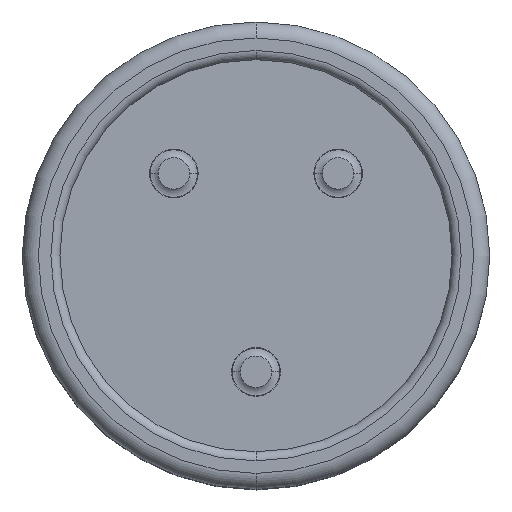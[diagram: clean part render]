
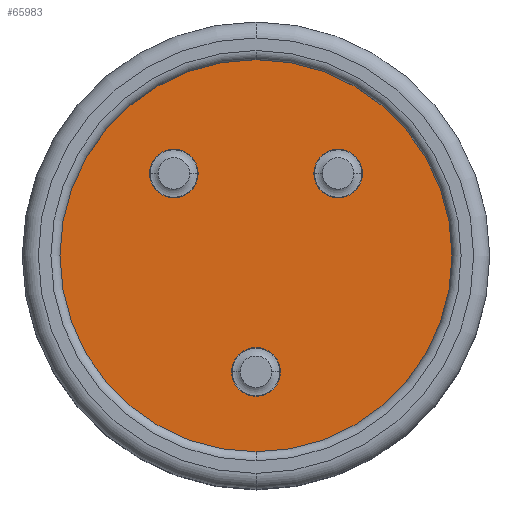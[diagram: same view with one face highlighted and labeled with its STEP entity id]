
A CAD part, top view. The second image highlights one B-rep face of the part: STEP entity #65983.
In plain terms, the highlighted face is planar.
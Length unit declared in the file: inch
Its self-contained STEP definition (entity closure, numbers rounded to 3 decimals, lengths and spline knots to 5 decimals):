
#65452=CARTESIAN_POINT('',(0.1538,0.,-0.1538));
#65453=DIRECTION('',(0.,-1.,0.));
#65454=DIRECTION('',(1.,0.,0.));
#65455=AXIS2_PLACEMENT_3D('',#65452,#65453,#65454);
#65457=CARTESIAN_POINT('',(0.1538,0.,-0.1538));
#65458=DIRECTION('',(0.,-1.,0.));
#65459=DIRECTION('',(-1.,0.,0.));
#65460=AXIS2_PLACEMENT_3D('',#65457,#65458,#65459);
#65462=CARTESIAN_POINT('',(0.,0.,0.2175));
#65463=DIRECTION('',(0.,-1.,0.));
#65464=DIRECTION('',(1.,0.,0.));
#65465=AXIS2_PLACEMENT_3D('',#65462,#65463,#65464);
#65467=CARTESIAN_POINT('',(0.,0.,0.2175));
#65468=DIRECTION('',(0.,-1.,0.));
#65469=DIRECTION('',(-1.,0.,0.));
#65470=AXIS2_PLACEMENT_3D('',#65467,#65468,#65469);
#65472=CARTESIAN_POINT('',(-0.1538,0.,-0.1538));
#65473=DIRECTION('',(0.,-1.,0.));
#65474=DIRECTION('',(1.,0.,0.));
#65475=AXIS2_PLACEMENT_3D('',#65472,#65473,#65474);
#65477=CARTESIAN_POINT('',(-0.1538,0.,-0.1538));
#65478=DIRECTION('',(0.,-1.,0.));
#65479=DIRECTION('',(-1.,0.,0.));
#65480=AXIS2_PLACEMENT_3D('',#65477,#65478,#65479);
#65482=CARTESIAN_POINT('',(0.,0.,0.));
#65483=DIRECTION('',(0.,1.,0.));
#65484=DIRECTION('',(-0.804,0.,-0.594));
#65485=AXIS2_PLACEMENT_3D('',#65482,#65483,#65484);
#65487=CARTESIAN_POINT('',(0.,0.,0.));
#65488=DIRECTION('',(0.,1.,0.));
#65489=DIRECTION('',(-0.753,0.,0.658));
#65490=AXIS2_PLACEMENT_3D('',#65487,#65488,#65489);
#65492=CARTESIAN_POINT('',(0.,0.,0.));
#65493=DIRECTION('',(0.,1.,0.));
#65494=DIRECTION('',(-0.68,0.,0.734));
#65495=AXIS2_PLACEMENT_3D('',#65492,#65493,#65494);
#65497=CARTESIAN_POINT('',(0.,0.,0.));
#65498=DIRECTION('',(0.,1.,0.));
#65499=DIRECTION('',(-0.598,0.,0.801));
#65500=AXIS2_PLACEMENT_3D('',#65497,#65498,#65499);
#65502=DIRECTION('',(0.,0.,-1.));
#65503=VECTOR('',#65502,0.24873);
#65504=CARTESIAN_POINT('',(0.367,0.,0.12437));
#65505=LINE('',#65504,#65503);
#65506=CARTESIAN_POINT('',(0.,0.,0.));
#65507=DIRECTION('',(0.,1.,0.));
#65508=DIRECTION('',(0.947,0.,-0.321));
#65509=AXIS2_PLACEMENT_3D('',#65506,#65507,#65508);
#65511=CARTESIAN_POINT('',(0.,0.,0.));
#65512=DIRECTION('',(0.,1.,0.));
#65513=DIRECTION('',(0.751,0.,-0.66));
#65514=AXIS2_PLACEMENT_3D('',#65511,#65512,#65513);
#65516=CARTESIAN_POINT('',(0.,0.,0.));
#65517=DIRECTION('',(0.,1.,0.));
#65518=DIRECTION('',(0.676,0.,-0.736));
#65519=AXIS2_PLACEMENT_3D('',#65516,#65517,#65518);
#65521=CARTESIAN_POINT('',(0.,0.,0.));
#65522=DIRECTION('',(0.,1.,0.));
#65523=DIRECTION('',(0.594,0.,-0.804));
#65524=AXIS2_PLACEMENT_3D('',#65521,#65522,#65523);
#65526=CARTESIAN_POINT('',(0.,0.,0.));
#65527=DIRECTION('',(0.,1.,0.));
#65528=DIRECTION('',(-0.66,0.,-0.751));
#65529=AXIS2_PLACEMENT_3D('',#65526,#65527,#65528);
#65531=CARTESIAN_POINT('',(0.,0.,0.));
#65532=DIRECTION('',(0.,1.,0.));
#65533=DIRECTION('',(-0.736,0.,-0.676));
#65534=AXIS2_PLACEMENT_3D('',#65531,#65532,#65533);
#65649=CARTESIAN_POINT('',(-0.30707,0.,-0.24767));
#65650=DIRECTION('',(0.,1.,0.));
#65651=DIRECTION('',(-0.255,0.,0.967));
#65652=AXIS2_PLACEMENT_3D('',#65649,#65650,#65651);
#65735=CARTESIAN_POINT('',(-0.27895,0.,-0.27895));
#65736=DIRECTION('',(0.,1.,0.));
#65737=DIRECTION('',(-0.357,0.,0.934));
#65738=AXIS2_PLACEMENT_3D('',#65735,#65736,#65737);
#65745=CARTESIAN_POINT('',(-0.3092,0.,0.2498));
#65746=DIRECTION('',(0.,1.,0.));
#65747=DIRECTION('',(0.96,0.,0.28));
#65748=AXIS2_PLACEMENT_3D('',#65745,#65746,#65747);
#65755=CARTESIAN_POINT('',(-0.24767,0.,-0.30707));
#65756=DIRECTION('',(0.,1.,0.));
#65757=DIRECTION('',(-0.454,0.,0.891));
#65758=AXIS2_PLACEMENT_3D('',#65755,#65756,#65757);
#65760=CARTESIAN_POINT('',(0.24767,0.,-0.30707));
#65761=DIRECTION('',(0.,1.,0.));
#65762=DIRECTION('',(-0.967,0.,-0.255));
#65763=AXIS2_PLACEMENT_3D('',#65760,#65761,#65762);
#65770=CARTESIAN_POINT('',(0.27895,0.,-0.27895));
#65771=DIRECTION('',(0.,1.,0.));
#65772=DIRECTION('',(-0.934,0.,-0.357));
#65773=AXIS2_PLACEMENT_3D('',#65770,#65771,#65772);
#65780=CARTESIAN_POINT('',(0.30707,0.,-0.24767));
#65781=DIRECTION('',(0.,1.,0.));
#65782=DIRECTION('',(-0.891,0.,-0.454));
#65783=AXIS2_PLACEMENT_3D('',#65780,#65781,#65782);
#65799=CARTESIAN_POINT('',(-0.28107,0.,0.28107));
#65800=DIRECTION('',(0.,1.,0.));
#65801=DIRECTION('',(0.984,0.,0.176));
#65802=AXIS2_PLACEMENT_3D('',#65799,#65800,#65801);
#65809=CARTESIAN_POINT('',(-0.2498,0.,0.3092));
#65810=DIRECTION('',(0.,1.,0.));
#65811=DIRECTION('',(0.997,0.,0.072));
#65812=AXIS2_PLACEMENT_3D('',#65809,#65810,#65811);
#65814=CARTESIAN_POINT('',(0.1083,0.,-0.1538));
#65815=CARTESIAN_POINT('',(0.1993,0.,-0.1538));
#65816=VERTEX_POINT('',#65814);
#65817=VERTEX_POINT('',#65815);
#65818=CARTESIAN_POINT('',(-0.0455,0.,0.2175));
#65819=CARTESIAN_POINT('',(0.0455,0.,0.2175));
#65820=VERTEX_POINT('',#65818);
#65821=VERTEX_POINT('',#65819);
#65822=CARTESIAN_POINT('',(-0.1993,0.,-0.1538));
#65823=CARTESIAN_POINT('',(-0.1083,0.,-0.1538));
#65824=VERTEX_POINT('',#65822);
#65825=VERTEX_POINT('',#65823);
#65838=CARTESIAN_POINT('',(0.367,0.,0.12437));
#65839=CARTESIAN_POINT('',(0.367,0.,-0.12437));
#65840=VERTEX_POINT('',#65838);
#65841=VERTEX_POINT('',#65839);
#65846=CARTESIAN_POINT('',(-0.29103,0.,-0.25585));
#65848=VERTEX_POINT('',#65846);
#65850=CARTESIAN_POINT('',(-0.31166,0.,-0.23027));
#65852=VERTEX_POINT('',#65850);
#65854=CARTESIAN_POINT('',(-0.26214,0.,-0.28538));
#65856=VERTEX_POINT('',#65854);
#65858=CARTESIAN_POINT('',(-0.28538,0.,-0.26214));
#65860=VERTEX_POINT('',#65858);
#65862=CARTESIAN_POINT('',(-0.23027,0.,-0.31166));
#65864=VERTEX_POINT('',#65862);
#65866=CARTESIAN_POINT('',(-0.25585,0.,-0.29103));
#65868=VERTEX_POINT('',#65866);
#65870=CARTESIAN_POINT('',(0.23027,0.,-0.31166));
#65872=VERTEX_POINT('',#65870);
#65874=CARTESIAN_POINT('',(0.25585,0.,-0.29103));
#65876=VERTEX_POINT('',#65874);
#65878=CARTESIAN_POINT('',(0.26214,0.,-0.28538));
#65880=VERTEX_POINT('',#65878);
#65882=CARTESIAN_POINT('',(0.28538,0.,-0.26214));
#65884=VERTEX_POINT('',#65882);
#65886=CARTESIAN_POINT('',(0.29103,0.,-0.25585));
#65888=VERTEX_POINT('',#65886);
#65890=CARTESIAN_POINT('',(0.31166,0.,-0.23027));
#65892=VERTEX_POINT('',#65890);
#65894=CARTESIAN_POINT('',(-0.31049,0.,0.23185));
#65896=VERTEX_POINT('',#65894);
#65898=CARTESIAN_POINT('',(-0.29192,0.,0.25483));
#65900=VERTEX_POINT('',#65898);
#65902=CARTESIAN_POINT('',(-0.28425,0.,0.26336));
#65904=VERTEX_POINT('',#65902);
#65906=CARTESIAN_POINT('',(-0.26336,0.,0.28425));
#65908=VERTEX_POINT('',#65906);
#65910=CARTESIAN_POINT('',(-0.25483,0.,0.29192));
#65912=VERTEX_POINT('',#65910);
#65914=CARTESIAN_POINT('',(-0.23185,0.,0.31049));
#65916=VERTEX_POINT('',#65914);
#65918=CARTESIAN_POINT('',(0.,0.,0.));
#65919=DIRECTION('',(0.,1.,0.));
#65920=DIRECTION('',(1.,0.,0.));
#65921=AXIS2_PLACEMENT_3D('',#65918,#65919,#65920);
#65922=PLANE('',#65921);
#65924=ORIENTED_EDGE('',*,*,#65923,.F.);
#65926=ORIENTED_EDGE('',*,*,#65925,.T.);
#65928=ORIENTED_EDGE('',*,*,#65927,.F.);
#65930=ORIENTED_EDGE('',*,*,#65929,.T.);
#65932=ORIENTED_EDGE('',*,*,#65931,.F.);
#65934=ORIENTED_EDGE('',*,*,#65933,.T.);
#65936=ORIENTED_EDGE('',*,*,#65935,.F.);
#65938=ORIENTED_EDGE('',*,*,#65937,.T.);
#65940=ORIENTED_EDGE('',*,*,#65939,.T.);
#65942=ORIENTED_EDGE('',*,*,#65941,.T.);
#65944=ORIENTED_EDGE('',*,*,#65943,.F.);
#65946=ORIENTED_EDGE('',*,*,#65945,.T.);
#65948=ORIENTED_EDGE('',*,*,#65947,.F.);
#65950=ORIENTED_EDGE('',*,*,#65949,.T.);
#65952=ORIENTED_EDGE('',*,*,#65951,.F.);
#65954=ORIENTED_EDGE('',*,*,#65953,.T.);
#65956=ORIENTED_EDGE('',*,*,#65955,.F.);
#65958=ORIENTED_EDGE('',*,*,#65957,.T.);
#65960=ORIENTED_EDGE('',*,*,#65959,.F.);
#65962=ORIENTED_EDGE('',*,*,#65961,.T.);
#65963=EDGE_LOOP('',(#65924,#65926,#65928,#65930,#65932,#65934,#65936,#65938,
#65940,#65942,#65944,#65946,#65948,#65950,#65952,#65954,#65956,#65958,#65960,
#65962));
#65964=FACE_OUTER_BOUND('',#65963,.F.);
#65966=ORIENTED_EDGE('',*,*,#65965,.T.);
#65968=ORIENTED_EDGE('',*,*,#65967,.T.);
#65969=EDGE_LOOP('',(#65966,#65968));
#65970=FACE_BOUND('',#65969,.F.);
#65972=ORIENTED_EDGE('',*,*,#65971,.T.);
#65974=ORIENTED_EDGE('',*,*,#65973,.T.);
#65975=EDGE_LOOP('',(#65972,#65974));
#65976=FACE_BOUND('',#65975,.F.);
#65978=ORIENTED_EDGE('',*,*,#65977,.T.);
#65980=ORIENTED_EDGE('',*,*,#65979,.T.);
#65981=EDGE_LOOP('',(#65978,#65980));
#65982=FACE_BOUND('',#65981,.F.);
#65983=ADVANCED_FACE('',(#65964,#65970,#65976,#65982),#65922,.F.);
#65456=CIRCLE('',#65455,0.0455);
#65461=CIRCLE('',#65460,0.0455);
#65466=CIRCLE('',#65465,0.0455);
#65471=CIRCLE('',#65470,0.0455);
#65476=CIRCLE('',#65475,0.0455);
#65481=CIRCLE('',#65480,0.0455);
#65486=CIRCLE('',#65485,0.3875);
#65491=CIRCLE('',#65490,0.3875);
#65496=CIRCLE('',#65495,0.3875);
#65501=CIRCLE('',#65500,0.3875);
#65510=CIRCLE('',#65509,0.3875);
#65515=CIRCLE('',#65514,0.3875);
#65520=CIRCLE('',#65519,0.3875);
#65525=CIRCLE('',#65524,0.3875);
#65530=CIRCLE('',#65529,0.3875);
#65535=CIRCLE('',#65534,0.3875);
#65653=CIRCLE('',#65652,0.018);
#65739=CIRCLE('',#65738,0.018);
#65749=CIRCLE('',#65748,0.018);
#65759=CIRCLE('',#65758,0.018);
#65764=CIRCLE('',#65763,0.018);
#65774=CIRCLE('',#65773,0.018);
#65784=CIRCLE('',#65783,0.018);
#65803=CIRCLE('',#65802,0.018);
#65813=CIRCLE('',#65812,0.018);
#65923=EDGE_CURVE('',#65852,#65848,#65653,.T.);
#65925=EDGE_CURVE('',#65852,#65896,#65486,.T.);
#65927=EDGE_CURVE('',#65900,#65896,#65749,.T.);
#65929=EDGE_CURVE('',#65900,#65904,#65491,.T.);
#65931=EDGE_CURVE('',#65908,#65904,#65803,.T.);
#65933=EDGE_CURVE('',#65908,#65912,#65496,.T.);
#65935=EDGE_CURVE('',#65916,#65912,#65813,.T.);
#65937=EDGE_CURVE('',#65916,#65840,#65501,.T.);
#65939=EDGE_CURVE('',#65840,#65841,#65505,.T.);
#65941=EDGE_CURVE('',#65841,#65892,#65510,.T.);
#65943=EDGE_CURVE('',#65888,#65892,#65784,.T.);
#65945=EDGE_CURVE('',#65888,#65884,#65515,.T.);
#65947=EDGE_CURVE('',#65880,#65884,#65774,.T.);
#65949=EDGE_CURVE('',#65880,#65876,#65520,.T.);
#65951=EDGE_CURVE('',#65872,#65876,#65764,.T.);
#65953=EDGE_CURVE('',#65872,#65864,#65525,.T.);
#65955=EDGE_CURVE('',#65868,#65864,#65759,.T.);
#65957=EDGE_CURVE('',#65868,#65856,#65530,.T.);
#65959=EDGE_CURVE('',#65860,#65856,#65739,.T.);
#65961=EDGE_CURVE('',#65860,#65848,#65535,.T.);
#65965=EDGE_CURVE('',#65821,#65820,#65466,.T.);
#65967=EDGE_CURVE('',#65820,#65821,#65471,.T.);
#65971=EDGE_CURVE('',#65825,#65824,#65476,.T.);
#65973=EDGE_CURVE('',#65824,#65825,#65481,.T.);
#65977=EDGE_CURVE('',#65817,#65816,#65456,.T.);
#65979=EDGE_CURVE('',#65816,#65817,#65461,.T.);
